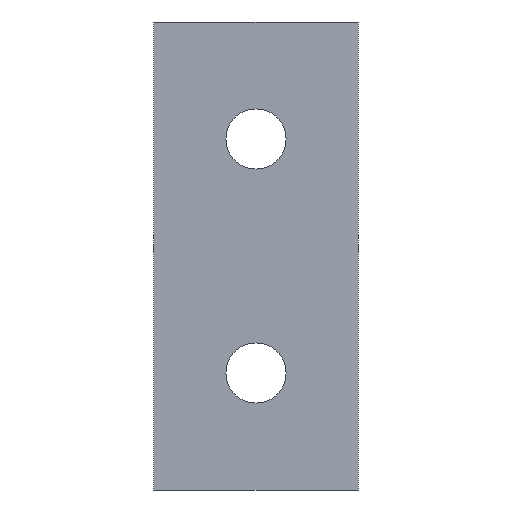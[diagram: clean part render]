
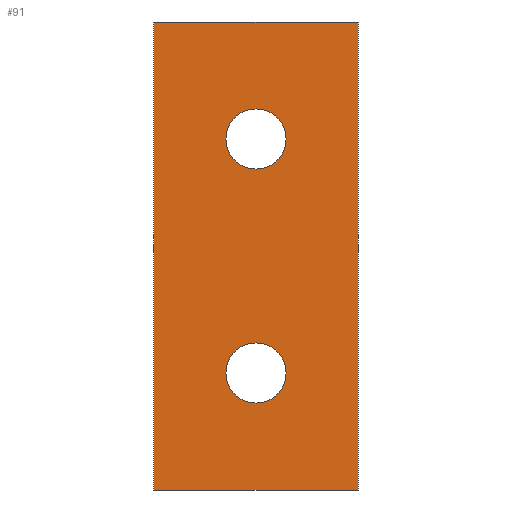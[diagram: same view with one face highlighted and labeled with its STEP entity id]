
A CAD part, front view. The second image highlights one B-rep face of the part: STEP entity #91.
In plain terms, the highlighted planar face has unit normal (0, -1, 0).
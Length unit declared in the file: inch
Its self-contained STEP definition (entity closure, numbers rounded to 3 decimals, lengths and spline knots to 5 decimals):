
#6 = CARTESIAN_POINT ( 'NONE',  ( -0.4375, -0.094, 1. ) ) ;
#12 = CARTESIAN_POINT ( 'NONE',  ( -0.4375, -0.094, 1. ) ) ;
#13 = CARTESIAN_POINT ( 'NONE',  ( 0., -0.094, -0.5 ) ) ;
#16 = AXIS2_PLACEMENT_3D ( 'NONE', #224, #200, #113 ) ;
#27 = ORIENTED_EDGE ( 'NONE', *, *, #160, .T. ) ;
#35 = EDGE_CURVE ( 'NONE', #295, #246, #83, .T. ) ;
#38 = CARTESIAN_POINT ( 'NONE',  ( 0., -0.094, 0.3715 ) ) ;
#40 = VECTOR ( 'NONE', #272, 39.37008 ) ;
#42 = CARTESIAN_POINT ( 'NONE',  ( 0., -0.094, -0.5 ) ) ;
#59 = VERTEX_POINT ( 'NONE', #193 ) ;
#71 = CARTESIAN_POINT ( 'NONE',  ( 0., -0.094, 0.5 ) ) ;
#73 = ORIENTED_EDGE ( 'NONE', *, *, #201, .F. ) ;
#74 = CIRCLE ( 'NONE', #226, 0.1285 ) ;
#83 = LINE ( 'NONE', #6, #314 ) ;
#88 = FACE_OUTER_BOUND ( 'NONE', #182, .T. ) ;
#91 = ADVANCED_FACE ( 'NONE', ( #248, #145, #88 ), #278, .F. ) ;
#92 = LINE ( 'NONE', #198, #322 ) ;
#102 = CARTESIAN_POINT ( 'NONE',  ( -0.4375, -0.094, 1. ) ) ;
#105 = AXIS2_PLACEMENT_3D ( 'NONE', #12, #143, #119 ) ;
#113 = DIRECTION ( 'NONE',  ( 0., 0., 1. ) ) ;
#114 = EDGE_CURVE ( 'NONE', #59, #125, #259, .T. ) ;
#118 = DIRECTION ( 'NONE',  ( 0., 1., 0. ) ) ;
#119 = DIRECTION ( 'NONE',  ( 0., 0., 1. ) ) ;
#125 = VERTEX_POINT ( 'NONE', #38 ) ;
#127 = LINE ( 'NONE', #176, #300 ) ;
#138 = EDGE_CURVE ( 'NONE', #285, #269, #249, .T. ) ;
#139 = DIRECTION ( 'NONE',  ( 0., 0., 1. ) ) ;
#143 = DIRECTION ( 'NONE',  ( 0., 1., 0. ) ) ;
#145 = FACE_BOUND ( 'NONE', #179, .T. ) ;
#146 = EDGE_CURVE ( 'NONE', #125, #59, #74, .T. ) ;
#151 = ORIENTED_EDGE ( 'NONE', *, *, #146, .T. ) ;
#154 = AXIS2_PLACEMENT_3D ( 'NONE', #13, #276, #274 ) ;
#158 = ORIENTED_EDGE ( 'NONE', *, *, #114, .T. ) ;
#160 = EDGE_CURVE ( 'NONE', #269, #285, #359, .T. ) ;
#164 = VERTEX_POINT ( 'NONE', #310 ) ;
#166 = DIRECTION ( 'NONE',  ( 0., 0., 1. ) ) ;
#176 = CARTESIAN_POINT ( 'NONE',  ( -0.4375, -0.094, 1. ) ) ;
#178 = CARTESIAN_POINT ( 'NONE',  ( 0., -0.094, -0.6285 ) ) ;
#179 = EDGE_LOOP ( 'NONE', ( #27, #234 ) ) ;
#182 = EDGE_LOOP ( 'NONE', ( #212, #73, #292, #230 ) ) ;
#192 = LINE ( 'NONE', #311, #40 ) ;
#193 = CARTESIAN_POINT ( 'NONE',  ( 0., -0.094, 0.6285 ) ) ;
#198 = CARTESIAN_POINT ( 'NONE',  ( 0.4375, -0.094, 1. ) ) ;
#200 = DIRECTION ( 'NONE',  ( 0., 1., 0. ) ) ;
#201 = EDGE_CURVE ( 'NONE', #266, #164, #92, .T. ) ;
#206 = AXIS2_PLACEMENT_3D ( 'NONE', #42, #316, #139 ) ;
#212 = ORIENTED_EDGE ( 'NONE', *, *, #336, .T. ) ;
#224 = CARTESIAN_POINT ( 'NONE',  ( 0., -0.094, 0.5 ) ) ;
#226 = AXIS2_PLACEMENT_3D ( 'NONE', #71, #118, #166 ) ;
#230 = ORIENTED_EDGE ( 'NONE', *, *, #35, .T. ) ;
#232 = CARTESIAN_POINT ( 'NONE',  ( 0.4375, -0.094, 1. ) ) ;
#234 = ORIENTED_EDGE ( 'NONE', *, *, #138, .T. ) ;
#235 = CARTESIAN_POINT ( 'NONE',  ( -0.4375, -0.094, -1. ) ) ;
#246 = VERTEX_POINT ( 'NONE', #235 ) ;
#248 = FACE_BOUND ( 'NONE', #298, .T. ) ;
#249 = CIRCLE ( 'NONE', #206, 0.1285 ) ;
#259 = CIRCLE ( 'NONE', #16, 0.1285 ) ;
#266 = VERTEX_POINT ( 'NONE', #232 ) ;
#269 = VERTEX_POINT ( 'NONE', #354 ) ;
#272 = DIRECTION ( 'NONE',  ( 1., 0., 0. ) ) ;
#274 = DIRECTION ( 'NONE',  ( 0., 0., 1. ) ) ;
#276 = DIRECTION ( 'NONE',  ( 0., 1., 0. ) ) ;
#278 = PLANE ( 'NONE',  #105 ) ;
#285 = VERTEX_POINT ( 'NONE', #178 ) ;
#289 = EDGE_CURVE ( 'NONE', #295, #266, #127, .T. ) ;
#292 = ORIENTED_EDGE ( 'NONE', *, *, #289, .F. ) ;
#295 = VERTEX_POINT ( 'NONE', #102 ) ;
#298 = EDGE_LOOP ( 'NONE', ( #158, #151 ) ) ;
#300 = VECTOR ( 'NONE', #317, 39.37008 ) ;
#302 = DIRECTION ( 'NONE',  ( 0., 0., -1. ) ) ;
#310 = CARTESIAN_POINT ( 'NONE',  ( 0.4375, -0.094, -1. ) ) ;
#311 = CARTESIAN_POINT ( 'NONE',  ( -0.4375, -0.094, -1. ) ) ;
#312 = DIRECTION ( 'NONE',  ( 0., 0., -1. ) ) ;
#314 = VECTOR ( 'NONE', #302, 39.37008 ) ;
#316 = DIRECTION ( 'NONE',  ( 0., 1., 0. ) ) ;
#317 = DIRECTION ( 'NONE',  ( 1., 0., 0. ) ) ;
#322 = VECTOR ( 'NONE', #312, 39.37008 ) ;
#336 = EDGE_CURVE ( 'NONE', #246, #164, #192, .T. ) ;
#354 = CARTESIAN_POINT ( 'NONE',  ( 0., -0.094, -0.3715 ) ) ;
#359 = CIRCLE ( 'NONE', #154, 0.1285 ) ;
